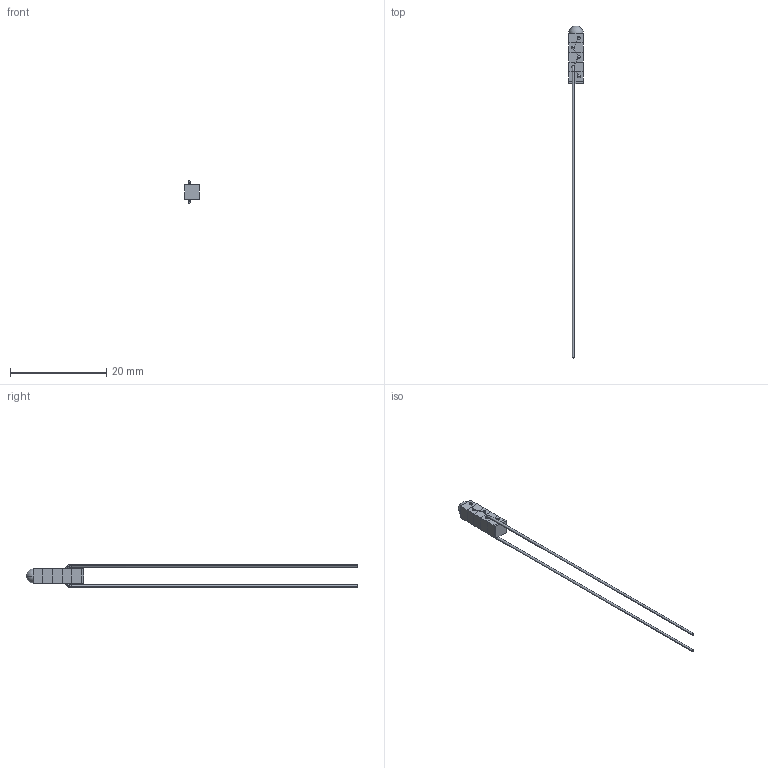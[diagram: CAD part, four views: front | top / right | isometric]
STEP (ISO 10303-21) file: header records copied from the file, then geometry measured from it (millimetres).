
FILE_DESCRIPTION (( 'STEP AP214' ), '1' );
FILE_NAME ('PK3JMP1.STEP', '2014-10-22T10:01:38', ( '' ), ( '' ), 'SwSTEP 2.0', 'SolidWorks 2012', '' );
FILE_SCHEMA (( 'AUTOMOTIVE_DESIGN' ));
Length unit declared in the file: millimetre
Products named in the file (1): PK3JMP1
Bounding box: 3 x 69.1 x 4.72 mm (x, y, z)
Volume: 126.1 mm3; surface area: 435.3 mm2
Topology: 2 solids, 2 shells, 123 faces, 320 edges, 191 vertices
Faces by surface type: plane 47, cylinder 46, sphere 22, bspline 8
Entity records: 5604 total; most frequent: CARTESIAN_POINT 1719, ORIENTED_EDGE 636, DIRECTION 570, EDGE_CURVE 318, AXIS2_PLACEMENT_3D 208, VERTEX_POINT 191, LINE 154, VECTOR 154
